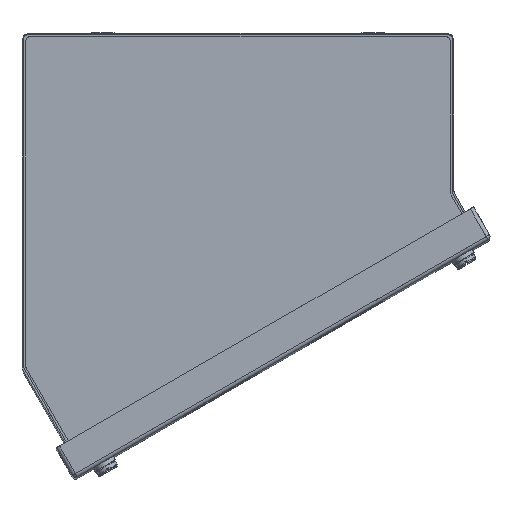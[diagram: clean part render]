
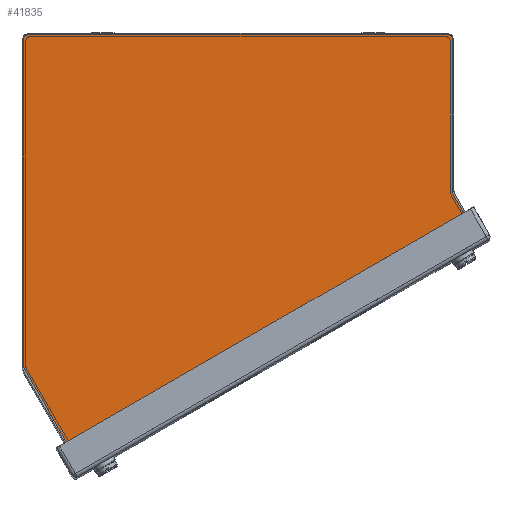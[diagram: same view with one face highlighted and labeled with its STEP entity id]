
A CAD part, top view. The second image highlights one B-rep face of the part: STEP entity #41835.
In plain terms, the highlighted planar face has unit normal (0, 0, 1).
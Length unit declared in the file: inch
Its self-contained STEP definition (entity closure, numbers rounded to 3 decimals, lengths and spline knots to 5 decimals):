
#387 = CARTESIAN_POINT ( 'NONE',  ( 3.36, 2.43001, 7.625 ) ) ;
#2349 = CARTESIAN_POINT ( 'NONE',  ( 3.32, 2.43001, 7.625 ) ) ;
#2616 = FACE_OUTER_BOUND ( 'NONE', #22345, .T. ) ;
#3171 = EDGE_CURVE ( 'NONE', #46365, #24114, #21531, .T. ) ;
#4008 = VECTOR ( 'NONE', #50150, 39.37008 ) ;
#4821 = DIRECTION ( 'NONE',  ( 0., 0., 1. ) ) ;
#5032 = CARTESIAN_POINT ( 'NONE',  ( -2.51513, -4.22212, 7.625 ) ) ;
#5035 = LINE ( 'NONE', #9061, #4008 ) ;
#5944 = LINE ( 'NONE', #34695, #46720 ) ;
#6233 = EDGE_CURVE ( 'NONE', #36655, #11212, #5944, .T. ) ;
#6362 = ORIENTED_EDGE ( 'NONE', *, *, #36545, .T. ) ;
#6548 = VERTEX_POINT ( 'NONE', #32996 ) ;
#6722 = CARTESIAN_POINT ( 'NONE',  ( 3.09119, -0.98531, 7.625 ) ) ;
#7376 = EDGE_CURVE ( 'NONE', #33136, #9831, #29943, .T. ) ;
#7513 = ORIENTED_EDGE ( 'NONE', *, *, #31065, .T. ) ;
#7561 = LINE ( 'NONE', #11342, #44639 ) ;
#7648 = CARTESIAN_POINT ( 'NONE',  ( 3.32, 2.43001, 7.625 ) ) ;
#8246 = VERTEX_POINT ( 'NONE', #387 ) ;
#9061 = CARTESIAN_POINT ( 'NONE',  ( -3.36, 2.43001, 7.625 ) ) ;
#9414 = CARTESIAN_POINT ( 'NONE',  ( 3.32, 2.47001, 7.625 ) ) ;
#9676 = DIRECTION ( 'NONE',  ( -1., 0., 0. ) ) ;
#9831 = VERTEX_POINT ( 'NONE', #39025 ) ;
#10134 = AXIS2_PLACEMENT_3D ( 'NONE', #52972, #32287, #44573 ) ;
#11212 = VERTEX_POINT ( 'NONE', #5032 ) ;
#11342 = CARTESIAN_POINT ( 'NONE',  ( 3.36, 0.00239, 7.625 ) ) ;
#12088 = ORIENTED_EDGE ( 'NONE', *, *, #33340, .T. ) ;
#13801 = EDGE_CURVE ( 'NONE', #24114, #45870, #28385, .T. ) ;
#14136 = DIRECTION ( 'NONE',  ( 1., 0., 0. ) ) ;
#18367 = ORIENTED_EDGE ( 'NONE', *, *, #3171, .T. ) ;
#19385 = DIRECTION ( 'NONE',  ( 0., 1., 0. ) ) ;
#19790 = AXIS2_PLACEMENT_3D ( 'NONE', #40861, #52464, #44880 ) ;
#19794 = EDGE_CURVE ( 'NONE', #43962, #9831, #31606, .T. ) ;
#20839 = ORIENTED_EDGE ( 'NONE', *, *, #41591, .T. ) ;
#21217 = DIRECTION ( 'NONE',  ( 1., 0., 0. ) ) ;
#21531 = LINE ( 'NONE', #9414, #22842 ) ;
#22343 = LINE ( 'NONE', #6722, #51255 ) ;
#22345 = EDGE_LOOP ( 'NONE', ( #40331, #6362, #34103, #45734, #27702, #7513, #18367, #31014, #12088, #20839 ) ) ;
#22361 = DIRECTION ( 'NONE',  ( 0.5, -0.866, 0. ) ) ;
#22842 = VECTOR ( 'NONE', #9676, 39.37008 ) ;
#24114 = VERTEX_POINT ( 'NONE', #24444 ) ;
#24444 = CARTESIAN_POINT ( 'NONE',  ( -3.32, 2.47001, 7.625 ) ) ;
#26247 = CARTESIAN_POINT ( 'NONE',  ( -3.35464, -2.76805, 7.625 ) ) ;
#26514 = DIRECTION ( 'NONE',  ( 0., 0., 1. ) ) ;
#26844 = AXIS2_PLACEMENT_3D ( 'NONE', #41830, #4821, #21217 ) ;
#27046 = CARTESIAN_POINT ( 'NONE',  ( 3.36, 0.00239, 7.625 ) ) ;
#27702 = ORIENTED_EDGE ( 'NONE', *, *, #29003, .T. ) ;
#28385 = CIRCLE ( 'NONE', #19790, 0.04 ) ;
#28587 = AXIS2_PLACEMENT_3D ( 'NONE', #2349, #26514, #14136 ) ;
#29003 = EDGE_CURVE ( 'NONE', #43962, #8246, #7561, .T. ) ;
#29943 = LINE ( 'NONE', #50070, #42032 ) ;
#31014 = ORIENTED_EDGE ( 'NONE', *, *, #13801, .T. ) ;
#31065 = EDGE_CURVE ( 'NONE', #8246, #46365, #52567, .T. ) ;
#31606 = CIRCLE ( 'NONE', #10134, 0.04 ) ;
#32287 = DIRECTION ( 'NONE',  ( 0., 0., 1. ) ) ;
#32887 = AXIS2_PLACEMENT_3D ( 'NONE', #7648, #40368, #48738 ) ;
#32996 = CARTESIAN_POINT ( 'NONE',  ( -3.36, -2.74805, 7.625 ) ) ;
#33136 = VERTEX_POINT ( 'NONE', #46738 ) ;
#33340 = EDGE_CURVE ( 'NONE', #45870, #6548, #5035, .T. ) ;
#34103 = ORIENTED_EDGE ( 'NONE', *, *, #7376, .T. ) ;
#34695 = CARTESIAN_POINT ( 'NONE',  ( -3.35464, -2.76805, 7.625 ) ) ;
#36545 = EDGE_CURVE ( 'NONE', #11212, #33136, #22343, .T. ) ;
#36655 = VERTEX_POINT ( 'NONE', #26247 ) ;
#38426 = DIRECTION ( 'NONE',  ( 0.866, 0.5, 0. ) ) ;
#39025 = CARTESIAN_POINT ( 'NONE',  ( 3.36536, -0.01761, 7.625 ) ) ;
#39426 = CARTESIAN_POINT ( 'NONE',  ( 3.32, 2.47001, 7.625 ) ) ;
#40331 = ORIENTED_EDGE ( 'NONE', *, *, #6233, .T. ) ;
#40368 = DIRECTION ( 'NONE',  ( 0., 0., 1. ) ) ;
#40861 = CARTESIAN_POINT ( 'NONE',  ( -3.32, 2.43001, 7.625 ) ) ;
#41591 = EDGE_CURVE ( 'NONE', #6548, #36655, #50786, .T. ) ;
#41641 = CARTESIAN_POINT ( 'NONE',  ( -3.36, 2.43001, 7.625 ) ) ;
#41830 = CARTESIAN_POINT ( 'NONE',  ( -3.32, -2.74805, 7.625 ) ) ;
#41835 = ADVANCED_FACE ( 'NONE', ( #2616 ), #50893, .T. ) ;
#41976 = DIRECTION ( 'NONE',  ( -0.5, 0.866, 0. ) ) ;
#42032 = VECTOR ( 'NONE', #41976, 39.37008 ) ;
#43962 = VERTEX_POINT ( 'NONE', #27046 ) ;
#44573 = DIRECTION ( 'NONE',  ( 1., 0., 0. ) ) ;
#44639 = VECTOR ( 'NONE', #19385, 39.37008 ) ;
#44880 = DIRECTION ( 'NONE',  ( 1., 0., 0. ) ) ;
#45734 = ORIENTED_EDGE ( 'NONE', *, *, #19794, .F. ) ;
#45870 = VERTEX_POINT ( 'NONE', #41641 ) ;
#46365 = VERTEX_POINT ( 'NONE', #39426 ) ;
#46720 = VECTOR ( 'NONE', #22361, 39.37008 ) ;
#46738 = CARTESIAN_POINT ( 'NONE',  ( 3.71584, -0.62467, 7.625 ) ) ;
#48738 = DIRECTION ( 'NONE',  ( 1., 0., 0. ) ) ;
#50070 = CARTESIAN_POINT ( 'NONE',  ( 3.74584, -0.67663, 7.625 ) ) ;
#50150 = DIRECTION ( 'NONE',  ( 0., -1., 0. ) ) ;
#50786 = CIRCLE ( 'NONE', #26844, 0.04 ) ;
#50893 = PLANE ( 'NONE',  #28587 ) ;
#51255 = VECTOR ( 'NONE', #38426, 39.37008 ) ;
#52464 = DIRECTION ( 'NONE',  ( 0., 0., 1. ) ) ;
#52567 = CIRCLE ( 'NONE', #32887, 0.04 ) ;
#52972 = CARTESIAN_POINT ( 'NONE',  ( 3.4, 0.00239, 7.625 ) ) ;
